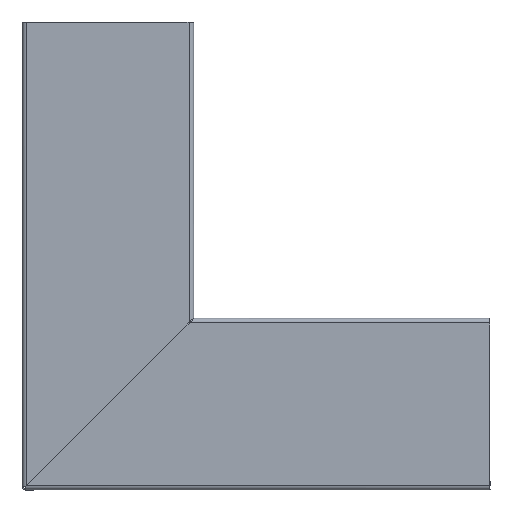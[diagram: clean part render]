
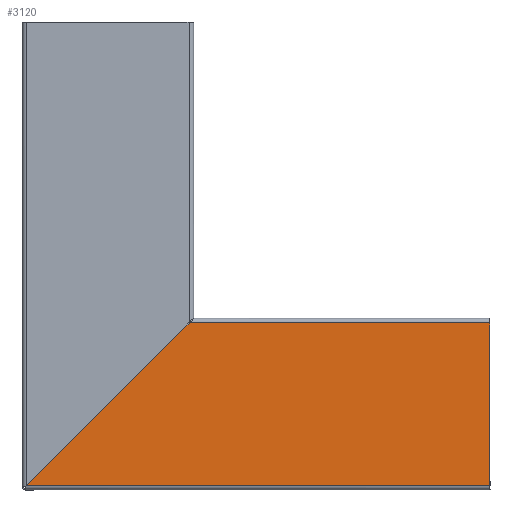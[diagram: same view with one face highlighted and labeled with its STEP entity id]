
A CAD part, left-side view. The second image highlights one B-rep face of the part: STEP entity #3120.
In plain terms, the highlighted planar face has unit normal (-1, 0, 0).
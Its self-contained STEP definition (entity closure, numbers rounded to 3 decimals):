
#4 = LINE ( 'NONE', #967, #5485 ) ;
#112 = VECTOR ( 'NONE', #4269, 1000. ) ;
#240 = DIRECTION ( 'NONE',  ( 0., -1., 0. ) ) ;
#371 = ORIENTED_EDGE ( 'NONE', *, *, #3912, .T. ) ;
#825 = EDGE_CURVE ( 'NONE', #3285, #8629, #4434, .T. ) ;
#967 = CARTESIAN_POINT ( 'NONE',  ( 0., 352.95, 106.05 ) ) ;
#976 = CARTESIAN_POINT ( 'NONE',  ( 0., -244.85, 106.05 ) ) ;
#1097 = CARTESIAN_POINT ( 'NONE',  ( 0., -51.951, 106.05 ) ) ;
#1340 = CARTESIAN_POINT ( 'NONE',  ( 0., 352.95, 106.05 ) ) ;
#1702 = VECTOR ( 'NONE', #8235, 1000. ) ;
#2511 = VECTOR ( 'NONE', #3234, 1000. ) ;
#3120 = ADVANCED_FACE ( 'NONE', ( #4593 ), #7780, .T. ) ;
#3146 = CARTESIAN_POINT ( 'NONE',  ( 0., 52.049, 2.05 ) ) ;
#3234 = DIRECTION ( 'NONE',  ( 0., -0.707, 0.707 ) ) ;
#3285 = VERTEX_POINT ( 'NONE', #3146 ) ;
#3469 = DIRECTION ( 'NONE',  ( -1., 0., 0. ) ) ;
#3615 = EDGE_CURVE ( 'NONE', #8629, #4766, #4, .T. ) ;
#3905 = LINE ( 'NONE', #7860, #112 ) ;
#3911 = AXIS2_PLACEMENT_3D ( 'NONE', #1340, #3469, #8512 ) ;
#3912 = EDGE_CURVE ( 'NONE', #3285, #9288, #3905, .T. ) ;
#4269 = DIRECTION ( 'NONE',  ( 0., -1., 0. ) ) ;
#4434 = LINE ( 'NONE', #6687, #2511 ) ;
#4593 = FACE_OUTER_BOUND ( 'NONE', #8283, .T. ) ;
#4766 = VERTEX_POINT ( 'NONE', #976 ) ;
#4854 = EDGE_CURVE ( 'NONE', #4766, #9288, #5260, .T. ) ;
#5260 = LINE ( 'NONE', #8956, #1702 ) ;
#5485 = VECTOR ( 'NONE', #240, 1000. ) ;
#6687 = CARTESIAN_POINT ( 'NONE',  ( 0., 150.5, -96.4 ) ) ;
#7391 = ORIENTED_EDGE ( 'NONE', *, *, #4854, .F. ) ;
#7780 = PLANE ( 'NONE',  #3911 ) ;
#7860 = CARTESIAN_POINT ( 'NONE',  ( 0., 352.95, 2.05 ) ) ;
#8031 = ORIENTED_EDGE ( 'NONE', *, *, #3615, .F. ) ;
#8235 = DIRECTION ( 'NONE',  ( 0., 0., -1. ) ) ;
#8283 = EDGE_LOOP ( 'NONE', ( #8681, #371, #7391, #8031 ) ) ;
#8512 = DIRECTION ( 'NONE',  ( 0., 1., 0. ) ) ;
#8539 = CARTESIAN_POINT ( 'NONE',  ( 0., -244.85, 2.05 ) ) ;
#8629 = VERTEX_POINT ( 'NONE', #1097 ) ;
#8681 = ORIENTED_EDGE ( 'NONE', *, *, #825, .F. ) ;
#8956 = CARTESIAN_POINT ( 'NONE',  ( 0., -244.85, 106.05 ) ) ;
#9288 = VERTEX_POINT ( 'NONE', #8539 ) ;
